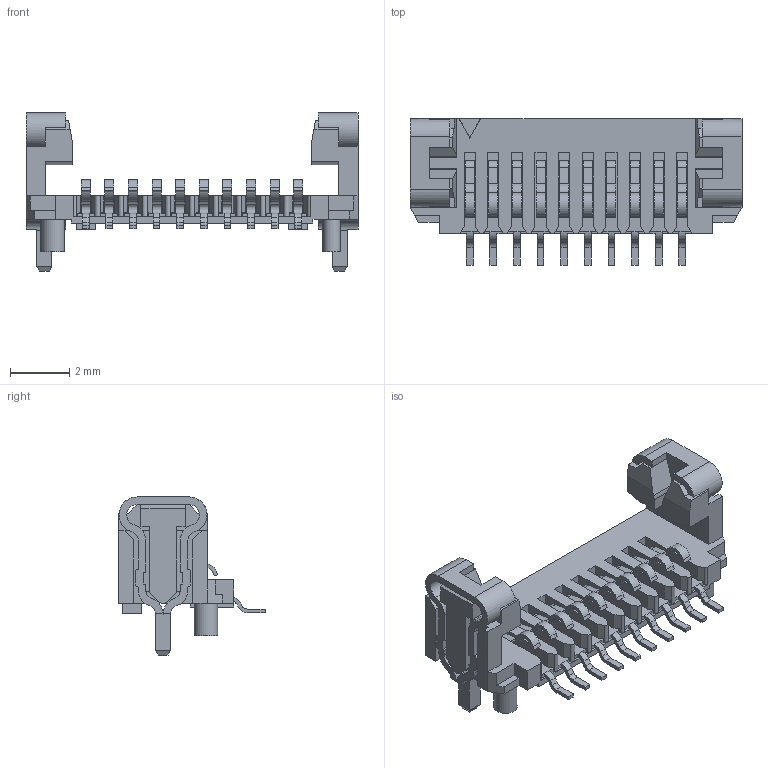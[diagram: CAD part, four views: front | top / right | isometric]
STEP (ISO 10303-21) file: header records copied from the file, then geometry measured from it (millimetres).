
FILE_DESCRIPTION( ( 'STEP AP214' ), '1' );
FILE_NAME( 'UCC8-010-1-H-S-1-A.stp', '2019-02-14T03:24:57', ( '' ), ( '' ), ' ', 'PARTsolutions', ' ' );
FILE_SCHEMA( ( 'AUTOMOTIVE_DESIGN { 1 0 10303 214 1 1 1 1 }' ) );
Length unit declared in the file: millimetre
Products named in the file (5): UCC8-010-1-H-S-1-A; _UCC8-010-1-H-S-1-A_t; _UCC8-010-1-H-S-1-A_wt; _UCC8-010-1-H-S-1-A_p; _UCC8-010-1-H-S-1-A_tr
Assembly tree (5 placements, depth 2):
  UCC8-010-1-H-S-1-A
    _UCC8-010-1-H-S-1-A_t
    _UCC8-010-1-H-S-1-A_wt  x2
    _UCC8-010-1-H-S-1-A_p
    _UCC8-010-1-H-S-1-A_tr
Bounding box: 11.25 x 4.96 x 5.35 mm (x, y, z)
Volume: 49.1 mm3; surface area: 348.4 mm2
Topology: 5 solids, 5 shells, 781 faces, 2252 edges, 1481 vertices
Faces by surface type: plane 621, cylinder 160
Full cylindrical faces by diameter (mm): 0.8 x1
Entity records: 28853 total; most frequent: CARTESIAN_POINT 4113, ORIENTED_EDGE 4096, DIRECTION 3791, EDGE_CURVE 2048, LINE 1741, VECTOR 1741, VERTEX_POINT 1347, AXIS2_PLACEMENT_3D 1025
